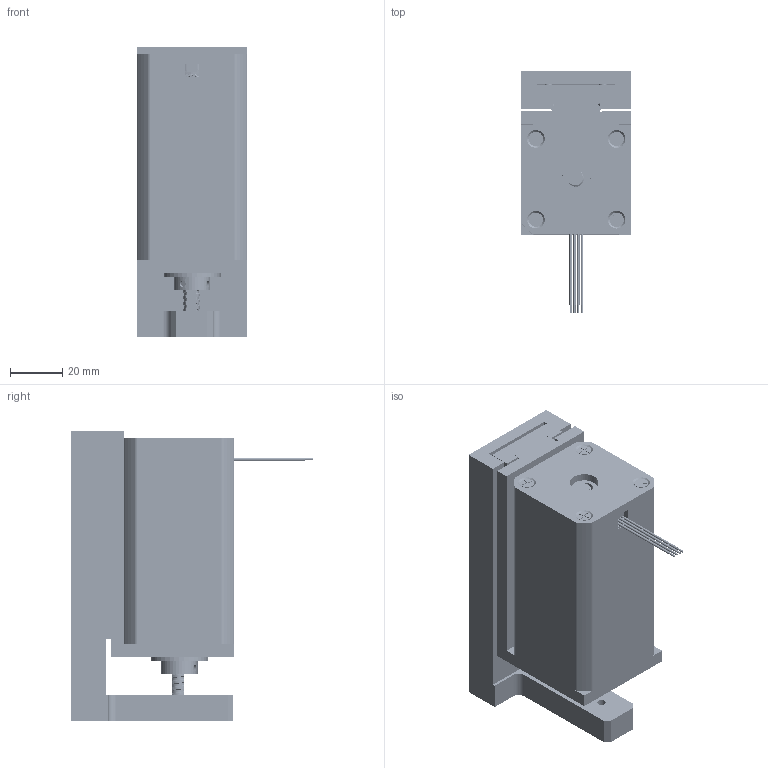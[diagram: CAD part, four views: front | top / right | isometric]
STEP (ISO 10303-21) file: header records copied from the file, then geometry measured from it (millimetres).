
FILE_DESCRIPTION(/* description */ (''),/* implementation_level */ '2;1');
FILE_NAME(/* name */ 'DLG-42S1-R01-S40.stp',/* time_stamp */ '2020-07-15T14:40:34+08:00',/* author */ ('hc7413'),/* organization */ (''),/* preprocessor_version */ 'ST-DEVELOPER v16.1',/* originating_system */ 'Autodesk Inventor 2016',/* authorisation */ '');
FILE_SCHEMA (('AUTOMOTIVE_DESIGN { 1 0 10303 214 3 1 1 }'));
Products named in the file (37): 01-008前盖; 17 EZI-SERVO后盖; 12-018-1（17H2034骨架）; 15-001-028(17H2035漆包线）; 09-007-1（红）; 09-007-2（红白）; 09-007-3（绿）; 09-007-4（绿白）; 02-019（单叠厚定子铁芯）; ; 07-004磁钢;  ）; 04-276; ; 06-008预紧; 07-010轴承; 11-005（M3X29平头）; 10-003（调整垫）; 12-007护线套; 螺母罩壳; 螺母转接; 螺杆; 滚珠螺母; 轴承; 轴承套; cross recessed countersunk head screws gb2_GB_CROSS_SCREWS_TYPE10 M3X
30-28.35-H2-N; circlips for holes--type a gb_GB_CONNECTING_PIECE_RING_RRH 35; 滑轨安装板; 滑轨; 滑块; 限位圈大; hex socket set screws with flat point gb_GB_FASTENER_SCREWS_HSFP M3X3
-N; 客户安装板; cross recessed countersunk head screws gb2_GB_CROSS_SCREWS_TYPE10 M3X
8-6.35-H2-N; cross recessed pan head screws gb_GB_CROSS_SCREWS_TYPE1 M3X10-10  H t
ype-N; cross recessed countersunk head screws gb1_GB_CROSS_SCREWS_TYPE4 M2.5
X8-6.5  H type-N; DS-DLG42-40mm
Assembly tree (53 placements, depth 3):
  DS-DLG42-40mm
    01-008前盖
    17 EZI-SERVO后盖
  
      12-018-1（17H2034骨架）  x2
      15-001-028(17H2035漆包线）
      09-007-1（红）
      09-007-2（红白）
      09-007-3（绿）
      09-007-4（绿白）
      02-019（单叠厚定子铁芯）
  
      07-004磁钢
   ）  x2
      04-276
    06-008预紧
    07-010轴承  x2
    11-005（M3X29平头）  x4
    10-003（调整垫）
    12-007护线套
    螺母罩壳
    螺母转接
    螺杆
    滚珠螺母
    轴承
    轴承套
    cross recessed countersunk head screws gb2_GB_CROSS_SCREWS_TYPE10 M3X
30-28.35-H2-N  x4
    circlips for holes--type a gb_GB_CONNECTING_PIECE_RING_RRH 35
    滑轨安装板
    滑轨
    滑块
    限位圈大
    hex socket set screws with flat point gb_GB_FASTENER_SCREWS_HSFP M3X3
-N  x2
    客户安装板
    cross recessed countersunk head screws gb2_GB_CROSS_SCREWS_TYPE10 M3X
8-6.35-H2-N  x4
    cross recessed pan head screws gb_GB_CROSS_SCREWS_TYPE1 M3X10-10  H t
ype-N  x4
    cross recessed countersunk head screws gb1_GB_CROSS_SCREWS_TYPE4 M2.5
X8-6.5  H type-N  x2
Bounding box: 42.39 x 92.76 x 111.5 mm (x, y, z)
Volume: 201117.8 mm3; surface area: 122398.7 mm2
Topology: 71 solids, 73 shells, 2555 faces, 6948 edges, 4572 vertices
Faces by surface type: plane 1304, cylinder 1125, cone 77, bspline 29, torus 16, sphere 4
Full cylindrical faces by diameter (mm): 0.8 x4, 1 x18, 2 x12, 2.05 x2, 2.5 x31, 2.8 x120, 2.9 x6, 3 x24, 3.3 x11, 3.4 x16, 3.5 x3, 4.4 x2, 4.5 x2, 5.2 x8, 5.5 x4, 5.6 x4, 6 x9, 7 x3, 9 x5, 10 x5, 10.5 x1, 11 x1, 11.5 x3, 11.9 x2, 12 x4, 14 x6, 16 x2, 17 x4, 17.1 x2, 18 x1
Entity records: 87886 total; most frequent: CARTESIAN_POINT 50442, DIRECTION 8010, ORIENTED_EDGE 7190, EDGE_CURVE 3595, AXIS2_PLACEMENT_3D 2972, VERTEX_POINT 2493, LINE 2066, VECTOR 2066
